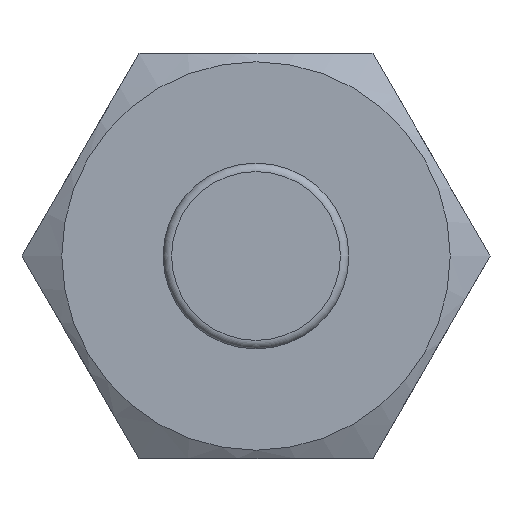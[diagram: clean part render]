
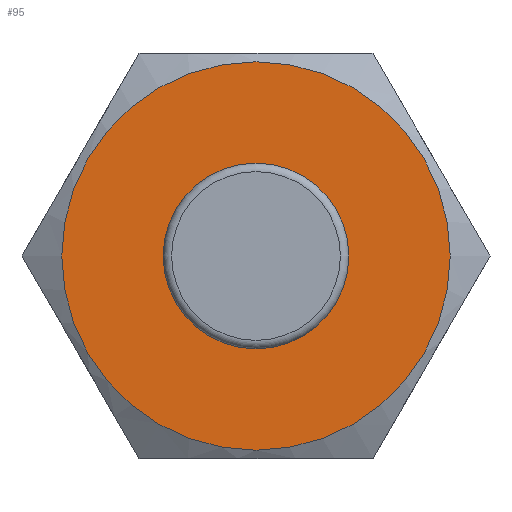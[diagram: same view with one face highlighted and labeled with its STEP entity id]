
A CAD part, left-side view. The second image highlights one B-rep face of the part: STEP entity #95.
In plain terms, the highlighted planar face has unit normal (-1, 0, 0).
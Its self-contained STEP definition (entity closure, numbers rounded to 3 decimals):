
#95 = ADVANCED_FACE( '', ( #153, #154 ), #155, .F. );
#153 = FACE_OUTER_BOUND( '', #220, .T. );
#154 = FACE_BOUND( '', #221, .T. );
#155 = PLANE( '', #222 );
#220 = EDGE_LOOP( '', ( #371 ) );
#221 = EDGE_LOOP( '', ( #372 ) );
#222 = AXIS2_PLACEMENT_3D( '', #373, #374, #375 );
#371 = ORIENTED_EDGE( '', *, *, #429, .T. );
#372 = ORIENTED_EDGE( '', *, *, #458, .T. );
#373 = CARTESIAN_POINT( '', ( -10., 20.785, 12. ) );
#374 = DIRECTION( '', ( 1., 0., 0. ) );
#375 = DIRECTION( '', ( 0., 1., 0. ) );
#429 = EDGE_CURVE( '', #490, #490, #491, .T. );
#458 = EDGE_CURVE( '', #540, #540, #541, .T. );
#490 = VERTEX_POINT( '', #665 );
#491 = CIRCLE( '', #666, 11.5 );
#540 = VERTEX_POINT( '', #898 );
#541 = CIRCLE( '', #899, 5.5 );
#665 = CARTESIAN_POINT( '', ( -10., 0., 11.5 ) );
#666 = AXIS2_PLACEMENT_3D( '', #921, #922, #923 );
#898 = CARTESIAN_POINT( '', ( -10., -2.75, 4.763 ) );
#899 = AXIS2_PLACEMENT_3D( '', #946, #947, #948 );
#921 = CARTESIAN_POINT( '', ( -10., 0., 0. ) );
#922 = DIRECTION( '', ( -1., 0., 0. ) );
#923 = DIRECTION( '', ( 0., 0., 1. ) );
#946 = CARTESIAN_POINT( '', ( -10., 0., 0. ) );
#947 = DIRECTION( '', ( 1., 0., 0. ) );
#948 = DIRECTION( '', ( 0., -0.5, 0.866 ) );
